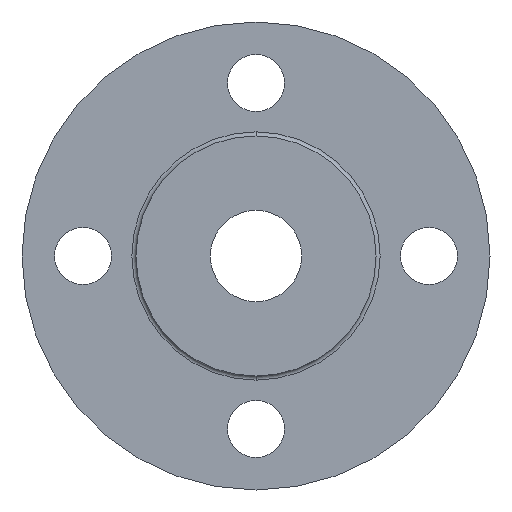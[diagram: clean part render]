
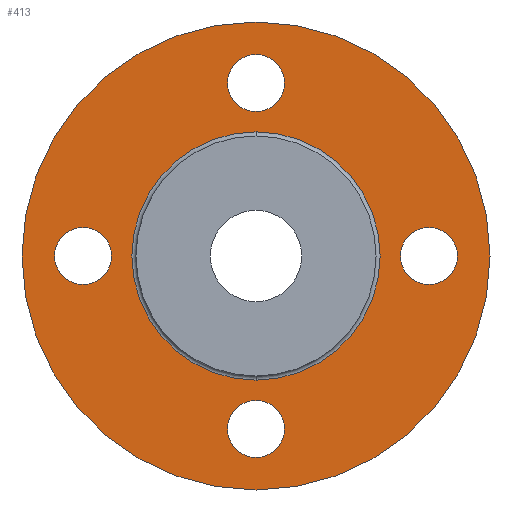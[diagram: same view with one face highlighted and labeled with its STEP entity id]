
A CAD part, front view. The second image highlights one B-rep face of the part: STEP entity #413.
In plain terms, the highlighted planar face has unit normal (0, -1, 0).
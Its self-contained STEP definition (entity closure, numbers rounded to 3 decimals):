
#8 = EDGE_CURVE ( 'NONE', #1000, #1072, #1137, .T. ) ;
#11 = CARTESIAN_POINT ( 'NONE',  ( 0., 2., 35.5 ) ) ;
#31 = VERTEX_POINT ( 'NONE', #1234 ) ;
#44 = ORIENTED_EDGE ( 'NONE', *, *, #675, .T. ) ;
#62 = CARTESIAN_POINT ( 'NONE',  ( 0., 2., 0. ) ) ;
#96 = DIRECTION ( 'NONE',  ( 0., -1., 0. ) ) ;
#109 = FACE_OUTER_BOUND ( 'NONE', #435, .T. ) ;
#113 = CARTESIAN_POINT ( 'NONE',  ( 0., 2., -30.5 ) ) ;
#115 = VERTEX_POINT ( 'NONE', #837 ) ;
#123 = DIRECTION ( 'NONE',  ( 0., 0., 1. ) ) ;
#130 = VERTEX_POINT ( 'NONE', #529 ) ;
#138 = ORIENTED_EDGE ( 'NONE', *, *, #8, .F. ) ;
#145 = EDGE_LOOP ( 'NONE', ( #262, #979 ) ) ;
#176 = AXIS2_PLACEMENT_3D ( 'NONE', #621, #594, #315 ) ;
#188 = DIRECTION ( 'NONE',  ( 0., 0., 1. ) ) ;
#197 = CARTESIAN_POINT ( 'NONE',  ( 0., 2., -49.5 ) ) ;
#203 = DIRECTION ( 'NONE',  ( 0., 0., 1. ) ) ;
#213 = ORIENTED_EDGE ( 'NONE', *, *, #912, .T. ) ;
#215 = CARTESIAN_POINT ( 'NONE',  ( 0., 2., 42.5 ) ) ;
#236 = AXIS2_PLACEMENT_3D ( 'NONE', #1151, #1027, #650 ) ;
#242 = ORIENTED_EDGE ( 'NONE', *, *, #484, .T. ) ;
#260 = AXIS2_PLACEMENT_3D ( 'NONE', #215, #298, #518 ) ;
#262 = ORIENTED_EDGE ( 'NONE', *, *, #345, .T. ) ;
#267 = DIRECTION ( 'NONE',  ( 0., 1., 0. ) ) ;
#295 = CIRCLE ( 'NONE', #866, 57.5 ) ;
#297 = CIRCLE ( 'NONE', #492, 7. ) ;
#298 = DIRECTION ( 'NONE',  ( 0., 1., 0. ) ) ;
#303 = EDGE_LOOP ( 'NONE', ( #242, #859 ) ) ;
#315 = DIRECTION ( 'NONE',  ( 0., 0., 1. ) ) ;
#316 = AXIS2_PLACEMENT_3D ( 'NONE', #416, #888, #188 ) ;
#345 = EDGE_CURVE ( 'NONE', #790, #1142, #800, .T. ) ;
#368 = DIRECTION ( 'NONE',  ( 0., -1., 0. ) ) ;
#375 = EDGE_CURVE ( 'NONE', #1072, #1000, #617, .T. ) ;
#378 = CIRCLE ( 'NONE', #398, 57.5 ) ;
#381 = CIRCLE ( 'NONE', #176, 7. ) ;
#383 = VERTEX_POINT ( 'NONE', #770 ) ;
#384 = EDGE_CURVE ( 'NONE', #31, #115, #295, .T. ) ;
#398 = AXIS2_PLACEMENT_3D ( 'NONE', #817, #938, #913 ) ;
#399 = EDGE_CURVE ( 'NONE', #1142, #790, #381, .T. ) ;
#413 = ADVANCED_FACE ( 'NONE', ( #502, #605, #1219, #814, #819, #109 ), #1010, .F. ) ;
#416 = CARTESIAN_POINT ( 'NONE',  ( -30.5, 2., 0. ) ) ;
#424 = CARTESIAN_POINT ( 'NONE',  ( 42.5, 2., -7. ) ) ;
#435 = EDGE_LOOP ( 'NONE', ( #213, #960 ) ) ;
#467 = EDGE_CURVE ( 'NONE', #513, #981, #490, .T. ) ;
#484 = EDGE_CURVE ( 'NONE', #981, #513, #1036, .T. ) ;
#485 = VERTEX_POINT ( 'NONE', #909 ) ;
#490 = CIRCLE ( 'NONE', #260, 7. ) ;
#492 = AXIS2_PLACEMENT_3D ( 'NONE', #647, #640, #123 ) ;
#502 = FACE_BOUND ( 'NONE', #578, .T. ) ;
#513 = VERTEX_POINT ( 'NONE', #11 ) ;
#518 = DIRECTION ( 'NONE',  ( 0., 0., 1. ) ) ;
#529 = CARTESIAN_POINT ( 'NONE',  ( -42.5, 2., -7. ) ) ;
#555 = AXIS2_PLACEMENT_3D ( 'NONE', #1279, #587, #789 ) ;
#565 = CARTESIAN_POINT ( 'NONE',  ( 0., 2., -35.5 ) ) ;
#570 = CIRCLE ( 'NONE', #899, 7. ) ;
#578 = EDGE_LOOP ( 'NONE', ( #1247, #892 ) ) ;
#587 = DIRECTION ( 'NONE',  ( 0., 1., 0. ) ) ;
#594 = DIRECTION ( 'NONE',  ( 0., 1., 0. ) ) ;
#605 = FACE_BOUND ( 'NONE', #303, .T. ) ;
#611 = CARTESIAN_POINT ( 'NONE',  ( 0., 2., 0. ) ) ;
#617 = CIRCLE ( 'NONE', #1139, 30.5 ) ;
#620 = AXIS2_PLACEMENT_3D ( 'NONE', #1068, #267, #779 ) ;
#621 = CARTESIAN_POINT ( 'NONE',  ( 0., 2., -42.5 ) ) ;
#628 = DIRECTION ( 'NONE',  ( 0., 0., 1. ) ) ;
#640 = DIRECTION ( 'NONE',  ( 0., 1., 0. ) ) ;
#647 = CARTESIAN_POINT ( 'NONE',  ( -42.5, 2., 0. ) ) ;
#650 = DIRECTION ( 'NONE',  ( 0., 0., -1. ) ) ;
#656 = CARTESIAN_POINT ( 'NONE',  ( 0., 2., 49.5 ) ) ;
#659 = AXIS2_PLACEMENT_3D ( 'NONE', #793, #705, #203 ) ;
#670 = EDGE_CURVE ( 'NONE', #130, #383, #297, .T. ) ;
#672 = DIRECTION ( 'NONE',  ( 0., 0., -1. ) ) ;
#675 = EDGE_CURVE ( 'NONE', #485, #1087, #950, .T. ) ;
#705 = DIRECTION ( 'NONE',  ( 0., 1., 0. ) ) ;
#706 = DIRECTION ( 'NONE',  ( 0., 1., 0. ) ) ;
#770 = CARTESIAN_POINT ( 'NONE',  ( -42.5, 2., 7. ) ) ;
#779 = DIRECTION ( 'NONE',  ( 0., 0., 1. ) ) ;
#789 = DIRECTION ( 'NONE',  ( 0., 0., 1. ) ) ;
#790 = VERTEX_POINT ( 'NONE', #565 ) ;
#793 = CARTESIAN_POINT ( 'NONE',  ( 0., 2., 42.5 ) ) ;
#800 = CIRCLE ( 'NONE', #555, 7. ) ;
#802 = AXIS2_PLACEMENT_3D ( 'NONE', #1031, #1041, #628 ) ;
#808 = DIRECTION ( 'NONE',  ( 0., 0., 1. ) ) ;
#814 = FACE_BOUND ( 'NONE', #145, .T. ) ;
#817 = CARTESIAN_POINT ( 'NONE',  ( 0., 2., 0. ) ) ;
#819 = FACE_BOUND ( 'NONE', #1107, .T. ) ;
#837 = CARTESIAN_POINT ( 'NONE',  ( 0., 2., -57.5 ) ) ;
#859 = ORIENTED_EDGE ( 'NONE', *, *, #467, .T. ) ;
#866 = AXIS2_PLACEMENT_3D ( 'NONE', #611, #96, #998 ) ;
#888 = DIRECTION ( 'NONE',  ( 0., 1., 0. ) ) ;
#892 = ORIENTED_EDGE ( 'NONE', *, *, #670, .T. ) ;
#899 = AXIS2_PLACEMENT_3D ( 'NONE', #904, #706, #808 ) ;
#904 = CARTESIAN_POINT ( 'NONE',  ( -42.5, 2., 0. ) ) ;
#909 = CARTESIAN_POINT ( 'NONE',  ( 42.5, 2., 7. ) ) ;
#912 = EDGE_CURVE ( 'NONE', #115, #31, #378, .T. ) ;
#913 = DIRECTION ( 'NONE',  ( 0., 0., -1. ) ) ;
#938 = DIRECTION ( 'NONE',  ( 0., -1., 0. ) ) ;
#950 = CIRCLE ( 'NONE', #802, 7. ) ;
#960 = ORIENTED_EDGE ( 'NONE', *, *, #384, .T. ) ;
#979 = ORIENTED_EDGE ( 'NONE', *, *, #399, .T. ) ;
#981 = VERTEX_POINT ( 'NONE', #656 ) ;
#998 = DIRECTION ( 'NONE',  ( 0., 0., -1. ) ) ;
#1000 = VERTEX_POINT ( 'NONE', #113 ) ;
#1010 = PLANE ( 'NONE',  #316 ) ;
#1027 = DIRECTION ( 'NONE',  ( 0., -1., 0. ) ) ;
#1031 = CARTESIAN_POINT ( 'NONE',  ( 42.5, 2., 0. ) ) ;
#1036 = CIRCLE ( 'NONE', #659, 7. ) ;
#1041 = DIRECTION ( 'NONE',  ( 0., 1., 0. ) ) ;
#1068 = CARTESIAN_POINT ( 'NONE',  ( 42.5, 2., 0. ) ) ;
#1072 = VERTEX_POINT ( 'NONE', #1201 ) ;
#1087 = VERTEX_POINT ( 'NONE', #424 ) ;
#1102 = ORIENTED_EDGE ( 'NONE', *, *, #375, .F. ) ;
#1107 = EDGE_LOOP ( 'NONE', ( #138, #1102 ) ) ;
#1117 = EDGE_CURVE ( 'NONE', #383, #130, #570, .T. ) ;
#1137 = CIRCLE ( 'NONE', #236, 30.5 ) ;
#1139 = AXIS2_PLACEMENT_3D ( 'NONE', #62, #368, #672 ) ;
#1142 = VERTEX_POINT ( 'NONE', #197 ) ;
#1151 = CARTESIAN_POINT ( 'NONE',  ( 0., 2., 0. ) ) ;
#1198 = ORIENTED_EDGE ( 'NONE', *, *, #1242, .T. ) ;
#1201 = CARTESIAN_POINT ( 'NONE',  ( 0., 2., 30.5 ) ) ;
#1219 = FACE_BOUND ( 'NONE', #1269, .T. ) ;
#1234 = CARTESIAN_POINT ( 'NONE',  ( 0., 2., 57.5 ) ) ;
#1242 = EDGE_CURVE ( 'NONE', #1087, #485, #1281, .T. ) ;
#1247 = ORIENTED_EDGE ( 'NONE', *, *, #1117, .T. ) ;
#1269 = EDGE_LOOP ( 'NONE', ( #44, #1198 ) ) ;
#1279 = CARTESIAN_POINT ( 'NONE',  ( 0., 2., -42.5 ) ) ;
#1281 = CIRCLE ( 'NONE', #620, 7. ) ;
